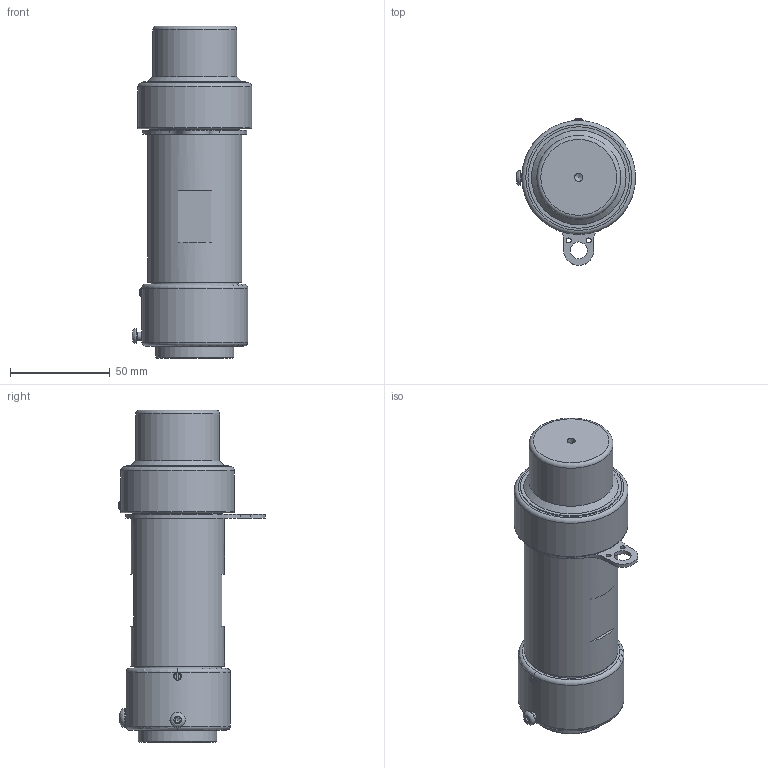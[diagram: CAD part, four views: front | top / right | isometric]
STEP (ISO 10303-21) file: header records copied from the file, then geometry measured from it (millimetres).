
FILE_DESCRIPTION(/* description */ (''),/* implementation_level */ '2;1');
FILE_NAME(/* name */ 'ControlEx Exd-32-S-CP.stp',/* time_stamp */ '2022-11-18T12:34:32+00:00',/* author */ ('areid2'),/* organization */ (''),/* preprocessor_version */ 'ST-DEVELOPER v18.1',/* originating_system */ 'Autodesk Inventor 2020',/* authorisation */ '');
FILE_SCHEMA (('AUTOMOTIVE_DESIGN { 1 0 10303 214 3 1 1 }'));
Length unit declared in the file: millimetre
Products named in the file (1): Part5
Bounding box: 59.71 x 73.55 x 166.25 mm (x, y, z)
Volume: 296276.6 mm3; surface area: 41360.8 mm2
Topology: 1 solids, 1 shells, 131 faces, 349 edges, 242 vertices
Faces by surface type: plane 62, cylinder 42, cone 16, torus 9, bspline 2
Full cylindrical faces by diameter (mm): 2.5 x2, 4 x4, 4.134 x1, 5 x2, 7.6 x1, 8.5 x1, 9.5 x1, 30.5 x1, 39.25 x1, 39.75 x1, 42 x2, 42.5 x1, 43.5 x1, 44.5 x1, 45 x2, 47 x1, 50.8 x1, 57 x1
Entity records: 4692 total; most frequent: CARTESIAN_POINT 1163, DIRECTION 718, ORIENTED_EDGE 692, EDGE_CURVE 346, AXIS2_PLACEMENT_3D 296, VERTEX_POINT 242, EDGE_LOOP 166, CIRCLE 162
